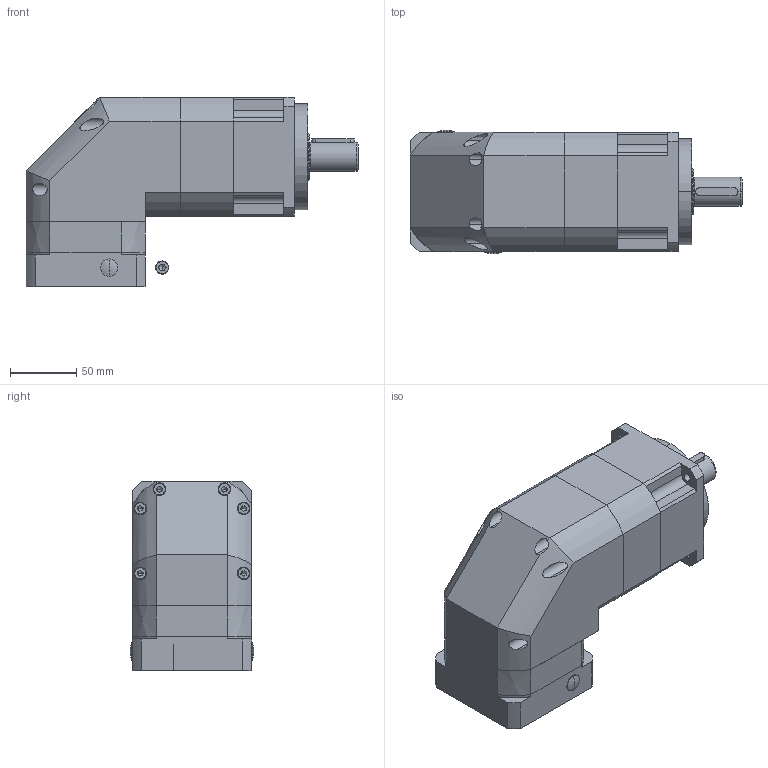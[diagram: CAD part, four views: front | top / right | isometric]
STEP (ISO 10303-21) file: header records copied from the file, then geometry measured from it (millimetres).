
FILE_DESCRIPTION (( 'STEP AP203' ), '1' );
FILE_NAME ('PHFZ090双段外观(入力19-70-90-M6).STEP', '2018-05-16T02:13:58', ( 'Sky123.Org' ), ( 'Sky123.Org' ), 'SwSTEP 2.0', 'SolidWorks 2012', '' );
FILE_SCHEMA (( 'CONFIG_CONTROL_DESIGN' ));
Length unit declared in the file: millimetre
Products named in the file (1): PHFZ090双段外观(入力19-70-90-M6)
Bounding box: 250.5 x 93 x 143 mm (x, y, z)
Volume: 1740510.8 mm3; surface area: 216237.7 mm2
Topology: 23 solids, 24 shells, 744 faces, 1814 edges, 1105 vertices
Faces by surface type: plane 311, cylinder 227, cone 140, torus 38, bspline 28
Entity records: 23086 total; most frequent: CARTESIAN_POINT 5576, DIRECTION 3785, ORIENTED_EDGE 3524, EDGE_CURVE 1762, AXIS2_PLACEMENT_3D 1456, VERTEX_POINT 1105, LINE 873, VECTOR 873
